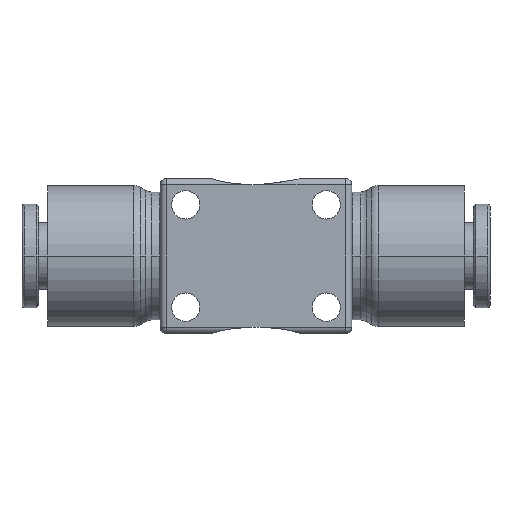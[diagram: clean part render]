
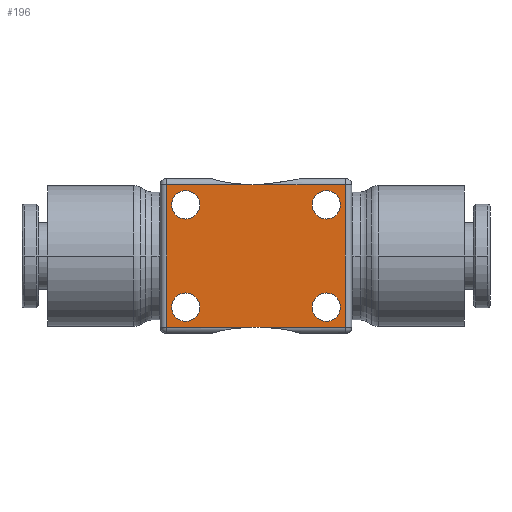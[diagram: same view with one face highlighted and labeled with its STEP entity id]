
A CAD part, front view. The second image highlights one B-rep face of the part: STEP entity #196.
In plain terms, the highlighted planar face has unit normal (0, -1, 0).
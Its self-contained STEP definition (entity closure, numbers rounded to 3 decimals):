
#196=ADVANCED_FACE('',(#529,#530,#531,#532,#533),#534,.F.);
#529=FACE_BOUND('',#886,.T.);
#530=FACE_BOUND('',#887,.T.);
#531=FACE_BOUND('',#888,.T.);
#532=FACE_BOUND('',#889,.T.);
#533=FACE_OUTER_BOUND('',#890,.T.);
#534=PLANE('',#891);
#886=EDGE_LOOP('',(#2136,#2137));
#887=EDGE_LOOP('',(#2138,#2139));
#888=EDGE_LOOP('',(#2140,#2141));
#889=EDGE_LOOP('',(#2142,#2143));
#890=EDGE_LOOP('',(#2144,#2145,#2146,#2147,#2148,#2149,#2150,#2151,#2152,#2153));
#891=AXIS2_PLACEMENT_3D('',#2154,#2155,#2156);
#2136=ORIENTED_EDGE('',*,*,#2438,.T.);
#2137=ORIENTED_EDGE('',*,*,#2568,.T.);
#2138=ORIENTED_EDGE('',*,*,#2458,.T.);
#2139=ORIENTED_EDGE('',*,*,#2499,.T.);
#2140=ORIENTED_EDGE('',*,*,#2446,.T.);
#2141=ORIENTED_EDGE('',*,*,#2552,.T.);
#2142=ORIENTED_EDGE('',*,*,#2454,.T.);
#2143=ORIENTED_EDGE('',*,*,#2539,.T.);
#2144=ORIENTED_EDGE('',*,*,#2670,.F.);
#2145=ORIENTED_EDGE('',*,*,#2654,.F.);
#2146=ORIENTED_EDGE('',*,*,#2702,.F.);
#2147=ORIENTED_EDGE('',*,*,#2704,.T.);
#2148=ORIENTED_EDGE('',*,*,#2705,.F.);
#2149=ORIENTED_EDGE('',*,*,#2684,.F.);
#2150=ORIENTED_EDGE('',*,*,#2658,.F.);
#2151=ORIENTED_EDGE('',*,*,#2706,.F.);
#2152=ORIENTED_EDGE('',*,*,#2707,.F.);
#2153=ORIENTED_EDGE('',*,*,#2703,.F.);
#2154=CARTESIAN_POINT('',(0.0,-6.85,0.0));
#2155=DIRECTION('',(0.0,1.0,-0.0));
#2156=DIRECTION('',(-0.0,0.0,1.0));
#2438=EDGE_CURVE('',#2986,#2990,#2992,.T.);
#2446=EDGE_CURVE('',#2994,#3006,#3008,.T.);
#2454=EDGE_CURVE('',#3010,#3022,#3024,.T.);
#2458=EDGE_CURVE('',#3026,#3030,#3032,.T.);
#2499=EDGE_CURVE('',#3030,#3026,#3099,.T.);
#2539=EDGE_CURVE('',#3022,#3010,#3164,.T.);
#2552=EDGE_CURVE('',#3006,#2994,#3184,.T.);
#2568=EDGE_CURVE('',#2990,#2986,#3209,.T.);
#2654=EDGE_CURVE('',#3316,#3318,#3319,.T.);
#2658=EDGE_CURVE('',#3323,#3325,#3326,.T.);
#2670=EDGE_CURVE('',#3318,#3346,#3347,.T.);
#2684=EDGE_CURVE('',#3325,#3372,#3373,.T.);
#2702=EDGE_CURVE('',#3397,#3316,#3399,.T.);
#2703=EDGE_CURVE('',#3346,#3380,#3400,.T.);
#2704=EDGE_CURVE('',#3397,#3389,#3401,.T.);
#2705=EDGE_CURVE('',#3372,#3389,#3402,.T.);
#2706=EDGE_CURVE('',#3403,#3323,#3404,.T.);
#2707=EDGE_CURVE('',#3380,#3403,#3405,.T.);
#2986=VERTEX_POINT('',#3788);
#2990=VERTEX_POINT('',#3793);
#2992=CIRCLE('',#3796,1.11);
#2994=VERTEX_POINT('',#3798);
#3006=VERTEX_POINT('',#3813);
#3008=CIRCLE('',#3816,1.11);
#3010=VERTEX_POINT('',#3818);
#3022=VERTEX_POINT('',#3833);
#3024=CIRCLE('',#3836,1.11);
#3026=VERTEX_POINT('',#3838);
#3030=VERTEX_POINT('',#3843);
#3032=CIRCLE('',#3846,1.11);
#3099=CIRCLE('',#3962,1.11);
#3164=CIRCLE('',#4074,1.11);
#3184=CIRCLE('',#4126,1.11);
#3209=CIRCLE('',#4186,1.11);
#3316=VERTEX_POINT('',#4539);
#3318=VERTEX_POINT('',#4559);
#3319=CIRCLE('',#4560,12.626);
#3323=VERTEX_POINT('',#4566);
#3325=VERTEX_POINT('',#4588);
#3326=CIRCLE('',#4589,12.58);
#3346=VERTEX_POINT('',#4701);
#3347=CIRCLE('',#4702,37.228);
#3372=VERTEX_POINT('',#4843);
#3373=CIRCLE('',#4844,12.626);
#3380=VERTEX_POINT('',#4871);
#3389=VERTEX_POINT('',#4880);
#3397=VERTEX_POINT('',#4891);
#3399=LINE('',#4893,#4894);
#3400=LINE('',#4895,#4896);
#3401=LINE('',#4897,#4898);
#3402=LINE('',#4899,#4900);
#3403=VERTEX_POINT('',#4901);
#3404=LINE('',#4902,#4903);
#3405=LINE('',#4904,#4905);
#3788=CARTESIAN_POINT('',(-4.39,-6.85,4.0));
#3793=CARTESIAN_POINT('',(-6.61,-6.85,4.0));
#3796=AXIS2_PLACEMENT_3D('',#5249,#5250,#5251);
#3798=CARTESIAN_POINT('',(6.61,-6.85,-4.0));
#3813=CARTESIAN_POINT('',(4.39,-6.85,-4.0));
#3816=AXIS2_PLACEMENT_3D('',#5265,#5266,#5267);
#3818=CARTESIAN_POINT('',(-4.39,-6.85,-4.0));
#3833=CARTESIAN_POINT('',(-6.61,-6.85,-4.0));
#3836=AXIS2_PLACEMENT_3D('',#5281,#5282,#5283);
#3838=CARTESIAN_POINT('',(6.61,-6.85,4.0));
#3843=CARTESIAN_POINT('',(4.39,-6.85,4.0));
#3846=AXIS2_PLACEMENT_3D('',#5289,#5290,#5291);
#3962=AXIS2_PLACEMENT_3D('',#5359,#5360,#5361);
#4074=AXIS2_PLACEMENT_3D('',#5427,#5428,#5429);
#4126=AXIS2_PLACEMENT_3D('',#5446,#5447,#5448);
#4186=AXIS2_PLACEMENT_3D('',#5470,#5471,#5472);
#4539=CARTESIAN_POINT('',(-0.335,-6.85,5.56));
#4559=CARTESIAN_POINT('',(0.,-6.85,5.556));
#4560=AXIS2_PLACEMENT_3D('',#5646,#5647,#5648);
#4566=CARTESIAN_POINT('',(0.341,-6.85,-5.56));
#4588=CARTESIAN_POINT('',(0.,-6.85,-5.556));
#4589=AXIS2_PLACEMENT_3D('',#5651,#5652,#5653);
#4701=CARTESIAN_POINT('',(0.047,-6.85,5.56));
#4702=AXIS2_PLACEMENT_3D('',#5659,#5660,#5661);
#4843=CARTESIAN_POINT('',(-0.335,-6.85,-5.56));
#4844=AXIS2_PLACEMENT_3D('',#5667,#5668,#5669);
#4871=CARTESIAN_POINT('',(7.0,-6.85,5.56));
#4880=CARTESIAN_POINT('',(-7.0,-6.85,-5.56));
#4891=CARTESIAN_POINT('',(-7.0,-6.85,5.56));
#4893=CARTESIAN_POINT('',(0.0,-6.85,5.56));
#4894=VECTOR('',#5710,1.0);
#4895=CARTESIAN_POINT('',(0.0,-6.85,5.56));
#4896=VECTOR('',#5711,1.0);
#4897=CARTESIAN_POINT('',(-7.0,-6.85,0.0));
#4898=VECTOR('',#5712,1.0);
#4899=CARTESIAN_POINT('',(0.0,-6.85,-5.56));
#4900=VECTOR('',#5713,1.0);
#4901=CARTESIAN_POINT('',(7.0,-6.85,-5.56));
#4902=CARTESIAN_POINT('',(0.0,-6.85,-5.56));
#4903=VECTOR('',#5714,1.0);
#4904=CARTESIAN_POINT('',(7.0,-6.85,0.0));
#4905=VECTOR('',#5715,1.0);
#5249=CARTESIAN_POINT('',(-5.5,-6.85,4.0));
#5250=DIRECTION('',(0.0,1.0,-0.0));
#5251=DIRECTION('',(1.0,0.0,0.0));
#5265=CARTESIAN_POINT('',(5.5,-6.85,-4.0));
#5266=DIRECTION('',(0.0,1.0,-0.0));
#5267=DIRECTION('',(1.0,0.0,0.0));
#5281=CARTESIAN_POINT('',(-5.5,-6.85,-4.0));
#5282=DIRECTION('',(0.0,1.0,-0.0));
#5283=DIRECTION('',(1.0,0.0,0.0));
#5289=CARTESIAN_POINT('',(5.5,-6.85,4.0));
#5290=DIRECTION('',(0.0,1.0,-0.0));
#5291=DIRECTION('',(1.0,0.0,0.0));
#5359=CARTESIAN_POINT('',(5.5,-6.85,4.0));
#5360=DIRECTION('',(0.0,1.0,-0.0));
#5361=DIRECTION('',(1.0,0.0,0.0));
#5427=CARTESIAN_POINT('',(-5.5,-6.85,-4.0));
#5428=DIRECTION('',(0.0,1.0,-0.0));
#5429=DIRECTION('',(1.0,0.0,0.0));
#5446=CARTESIAN_POINT('',(5.5,-6.85,-4.0));
#5447=DIRECTION('',(0.0,1.0,-0.0));
#5448=DIRECTION('',(1.0,0.0,0.0));
#5470=CARTESIAN_POINT('',(-5.5,-6.85,4.0));
#5471=DIRECTION('',(0.0,1.0,-0.0));
#5472=DIRECTION('',(1.0,0.0,0.0));
#5646=CARTESIAN_POINT('',(0.,-6.85,18.182));
#5647=DIRECTION('',(0.0,-1.0,0.0));
#5648=DIRECTION('',(1.0,0.0,0.0));
#5651=CARTESIAN_POINT('',(0.007,-6.85,-18.135));
#5652=DIRECTION('',(0.0,-1.0,0.0));
#5653=DIRECTION('',(1.0,0.0,0.0));
#5659=CARTESIAN_POINT('',(-3.491,-6.85,42.619));
#5660=DIRECTION('',(0.0,-1.0,0.0));
#5661=DIRECTION('',(1.0,0.0,0.0));
#5667=CARTESIAN_POINT('',(0.,-6.85,-18.182));
#5668=DIRECTION('',(0.0,-1.0,0.0));
#5669=DIRECTION('',(1.0,0.0,0.0));
#5710=DIRECTION('',(1.0,0.0,0.0));
#5711=DIRECTION('',(1.0,0.0,0.0));
#5712=DIRECTION('',(0.0,0.0,-1.0));
#5713=DIRECTION('',(-1.0,0.0,0.0));
#5714=DIRECTION('',(-1.0,0.0,0.0));
#5715=DIRECTION('',(0.0,0.0,-1.0));
